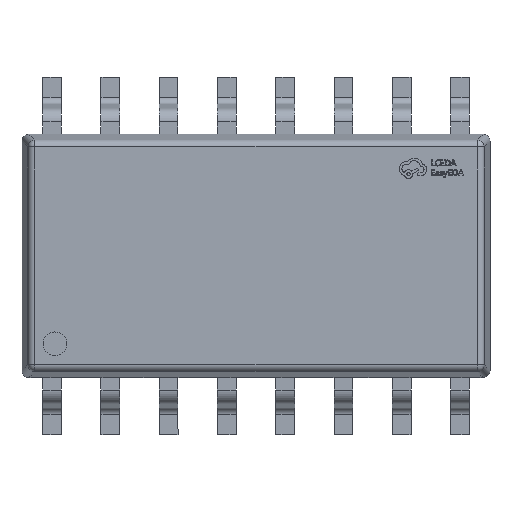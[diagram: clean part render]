
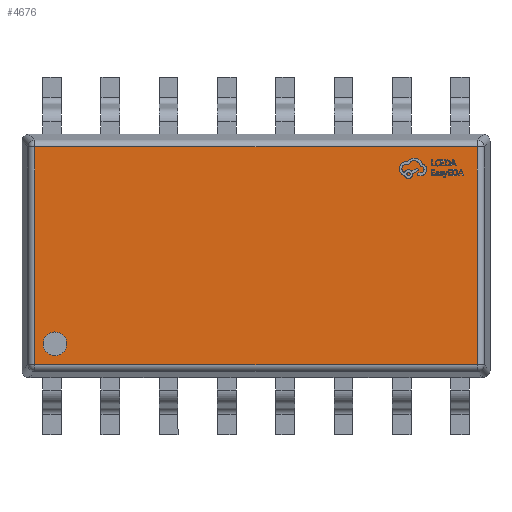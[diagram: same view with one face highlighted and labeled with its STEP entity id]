
A CAD part, top view. The second image highlights one B-rep face of the part: STEP entity #4676.
In plain terms, the highlighted planar face has unit normal (0, 0, 1).
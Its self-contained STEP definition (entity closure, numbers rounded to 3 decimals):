
#233 = DIRECTION ( 'NONE',  ( 1., 0., 0. ) ) ;
#1147 = CARTESIAN_POINT ( 'NONE',  ( -4.382, -1.918, 1.85 ) ) ;
#2222 = ORIENTED_EDGE ( 'NONE', *, *, #8951, .T. ) ;
#2358 = CARTESIAN_POINT ( 'NONE',  ( -4.64, -1.918, 1.85 ) ) ;
#2702 = VERTEX_POINT ( 'NONE', #5348 ) ;
#2841 = CARTESIAN_POINT ( 'NONE',  ( -4.824, -2.5, 1.85 ) ) ;
#3058 = CARTESIAN_POINT ( 'NONE',  ( -4.95, 2.374, 1.85 ) ) ;
#3166 = VERTEX_POINT ( 'NONE', #4248 ) ;
#3269 = DIRECTION ( 'NONE',  ( 0., 0., 1. ) ) ;
#3582 = CARTESIAN_POINT ( 'NONE',  ( 4.95, -2.374, 1.85 ) ) ;
#4099 = CARTESIAN_POINT ( 'NONE',  ( 4.824, 2.5, 1.85 ) ) ;
#4248 = CARTESIAN_POINT ( 'NONE',  ( -4.123, -1.918, 1.85 ) ) ;
#4676 = ADVANCED_FACE ( 'NONE', ( #19697, #14428 ), #12682, .T. ) ;
#4979 = ORIENTED_EDGE ( 'NONE', *, *, #19660, .T. ) ;
#5166 = VERTEX_POINT ( 'NONE', #2358 ) ;
#5219 = ORIENTED_EDGE ( 'NONE', *, *, #19521, .F. ) ;
#5348 = CARTESIAN_POINT ( 'NONE',  ( -4.824, 2.374, 1.85 ) ) ;
#5858 = DIRECTION ( 'NONE',  ( 0., 1., 0. ) ) ;
#6104 = AXIS2_PLACEMENT_3D ( 'NONE', #1147, #3269, #17108 ) ;
#6134 = DIRECTION ( 'NONE',  ( 1., 0., 0. ) ) ;
#6385 = DIRECTION ( 'NONE',  ( 0., -1., 0. ) ) ;
#7463 = CARTESIAN_POINT ( 'NONE',  ( 4.824, 2.374, 1.85 ) ) ;
#8777 = VERTEX_POINT ( 'NONE', #12119 ) ;
#8884 = EDGE_LOOP ( 'NONE', ( #5219, #12869 ) ) ;
#8951 = EDGE_CURVE ( 'NONE', #8777, #22371, #14780, .T. ) ;
#9788 = ORIENTED_EDGE ( 'NONE', *, *, #11883, .T. ) ;
#10163 = DIRECTION ( 'NONE',  ( 0., 0., 1. ) ) ;
#10325 = DIRECTION ( 'NONE',  ( -1., 0., 0. ) ) ;
#10525 = EDGE_CURVE ( 'NONE', #2702, #17060, #14827, .T. ) ;
#11058 = ORIENTED_EDGE ( 'NONE', *, *, #10525, .T. ) ;
#11684 = VECTOR ( 'NONE', #6385, 1000. ) ;
#11883 = EDGE_CURVE ( 'NONE', #22371, #2702, #22080, .T. ) ;
#12119 = CARTESIAN_POINT ( 'NONE',  ( 4.824, -2.374, 1.85 ) ) ;
#12682 = PLANE ( 'NONE',  #17343 ) ;
#12869 = ORIENTED_EDGE ( 'NONE', *, *, #22739, .F. ) ;
#14206 = DIRECTION ( 'NONE',  ( 0., 0., 1. ) ) ;
#14223 = VECTOR ( 'NONE', #5858, 1000. ) ;
#14428 = FACE_BOUND ( 'NONE', #8884, .T. ) ;
#14780 = LINE ( 'NONE', #4099, #14223 ) ;
#14827 = LINE ( 'NONE', #2841, #11684 ) ;
#15930 = CARTESIAN_POINT ( 'NONE',  ( -4.382, -1.918, 1.85 ) ) ;
#16599 = VECTOR ( 'NONE', #10325, 1000. ) ;
#17060 = VERTEX_POINT ( 'NONE', #23154 ) ;
#17108 = DIRECTION ( 'NONE',  ( 1., 0., 0. ) ) ;
#17343 = AXIS2_PLACEMENT_3D ( 'NONE', #21232, #14206, #233 ) ;
#18195 = AXIS2_PLACEMENT_3D ( 'NONE', #15930, #10163, #19196 ) ;
#18492 = EDGE_LOOP ( 'NONE', ( #4979, #2222, #9788, #11058 ) ) ;
#18946 = VECTOR ( 'NONE', #6134, 1000. ) ;
#19196 = DIRECTION ( 'NONE',  ( 1., 0., 0. ) ) ;
#19521 = EDGE_CURVE ( 'NONE', #3166, #5166, #22698, .T. ) ;
#19660 = EDGE_CURVE ( 'NONE', #17060, #8777, #22202, .T. ) ;
#19697 = FACE_OUTER_BOUND ( 'NONE', #18492, .T. ) ;
#19952 = CIRCLE ( 'NONE', #6104, 0.259 ) ;
#21232 = CARTESIAN_POINT ( 'NONE',  ( 0., 0., 1.85 ) ) ;
#22080 = LINE ( 'NONE', #3058, #16599 ) ;
#22202 = LINE ( 'NONE', #3582, #18946 ) ;
#22371 = VERTEX_POINT ( 'NONE', #7463 ) ;
#22698 = CIRCLE ( 'NONE', #18195, 0.259 ) ;
#22739 = EDGE_CURVE ( 'NONE', #5166, #3166, #19952, .T. ) ;
#23154 = CARTESIAN_POINT ( 'NONE',  ( -4.824, -2.374, 1.85 ) ) ;
